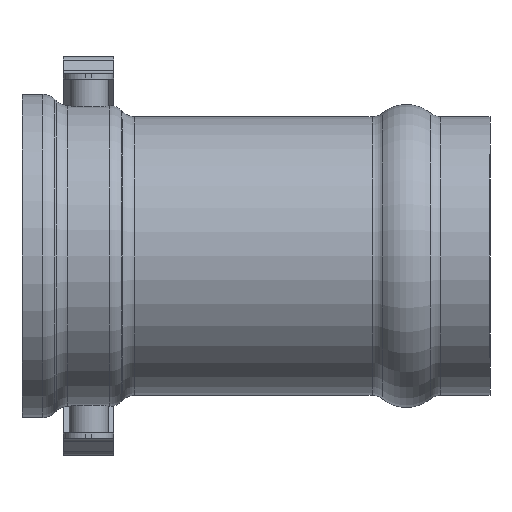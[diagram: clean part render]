
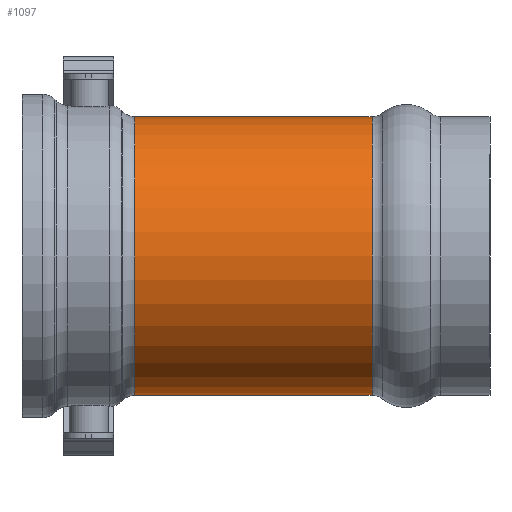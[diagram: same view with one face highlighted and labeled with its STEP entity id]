
A CAD part, left-side view. The second image highlights one B-rep face of the part: STEP entity #1097.
In plain terms, the highlighted cylindrical face has radius 25 mm (diameter 50 mm), a full revolution.
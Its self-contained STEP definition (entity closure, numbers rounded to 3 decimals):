
#119=FACE_OUTER_BOUND('',#180,.T.);
#180=EDGE_LOOP('',(#967,#968,#969,#970));
#279=LINE('',#1904,#367);
#367=VECTOR('',#1557,1.);
#420=CIRCLE('',#1234,25.);
#422=CIRCLE('',#1237,25.);
#528=VERTEX_POINT('',#1899);
#529=VERTEX_POINT('',#1903);
#677=EDGE_CURVE('',#528,#528,#420,.T.);
#679=EDGE_CURVE('',#529,#528,#279,.T.);
#680=EDGE_CURVE('',#529,#529,#422,.T.);
#967=ORIENTED_EDGE('',*,*,#677,.F.);
#968=ORIENTED_EDGE('',*,*,#679,.F.);
#969=ORIENTED_EDGE('',*,*,#680,.F.);
#970=ORIENTED_EDGE('',*,*,#679,.T.);
#1043=CYLINDRICAL_SURFACE('',#1236,25.);
#1097=ADVANCED_FACE('',(#119),#1043,.F.);
#1234=AXIS2_PLACEMENT_3D('',#1900,#1551,#1552);
#1236=AXIS2_PLACEMENT_3D('',#1902,#1555,#1556);
#1237=AXIS2_PLACEMENT_3D('',#1905,#1558,#1559);
#1551=DIRECTION('center_axis',(0.,-1.,0.));
#1552=DIRECTION('ref_axis',(-1.,0.,0.));
#1555=DIRECTION('center_axis',(0.,1.,0.));
#1556=DIRECTION('ref_axis',(-1.,0.,0.));
#1557=DIRECTION('',(0.,1.,0.));
#1558=DIRECTION('center_axis',(0.,1.,0.));
#1559=DIRECTION('ref_axis',(-1.,0.,0.));
#1899=CARTESIAN_POINT('',(25.,-37.123,0.942));
#1900=CARTESIAN_POINT('Origin',(0.,-37.123,
0.942));
#1902=CARTESIAN_POINT('Origin',(0.,-58.381,
0.942));
#1903=CARTESIAN_POINT('',(25.,-79.702,0.942));
#1904=CARTESIAN_POINT('',(25.,-80.881,0.942));
#1905=CARTESIAN_POINT('Origin',(0.,-79.702,
0.942));
